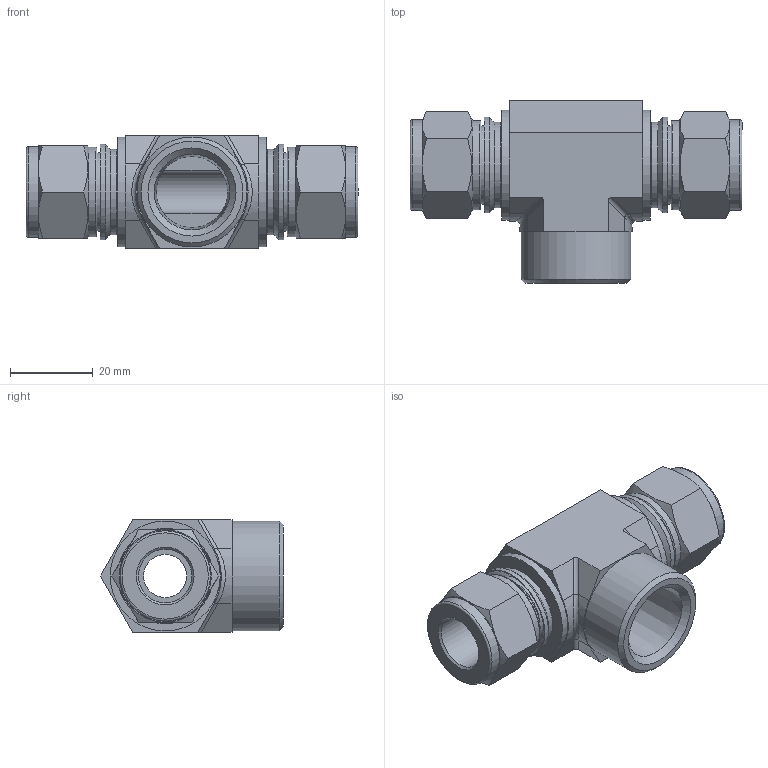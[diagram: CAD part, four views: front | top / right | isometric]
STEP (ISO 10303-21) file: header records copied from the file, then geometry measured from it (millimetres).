
FILE_DESCRIPTION(/* description */ (''),/* implementation_level */ '2;1');
FILE_NAME(/* name */ 'SFBTI-8-8N.stp',/* time_stamp */ '2022-04-28T08:34:25+09:00',/* author */ ('user'),/* organization */ (''),/* preprocessor_version */ 'ST-DEVELOPER v18.1',/* originating_system */ 'Autodesk Inventor 2022',/* authorisation */ '');
FILE_SCHEMA (('AUTOMOTIVE_DESIGN { 1 0 10303 214 3 1 1 }'));
Length unit declared in the file: millimetre
Products named in the file (1): SFBT-8-8N
Bounding box: 80 x 44.09 x 27 mm (x, y, z)
Volume: 33478.3 mm3; surface area: 14669.8 mm2
Topology: 1 solids, 1 shells, 114 faces, 258 edges, 162 vertices
Faces by surface type: plane 46, cone 29, cylinder 29, bspline 6, torus 4
Full cylindrical faces by diameter (mm): 10.414 x1, 12.9 x2, 17.2 x3, 17.7 x2, 18.9 x2, 20.6 x2, 21.5 x2, 21.8 x2, 23 x2, 26.5 x3
Entity records: 3355 total; most frequent: CARTESIAN_POINT 797, DIRECTION 536, ORIENTED_EDGE 516, EDGE_CURVE 258, AXIS2_PLACEMENT_3D 213, VERTEX_POINT 162, EDGE_LOOP 134, FACE_OUTER_BOUND 114
